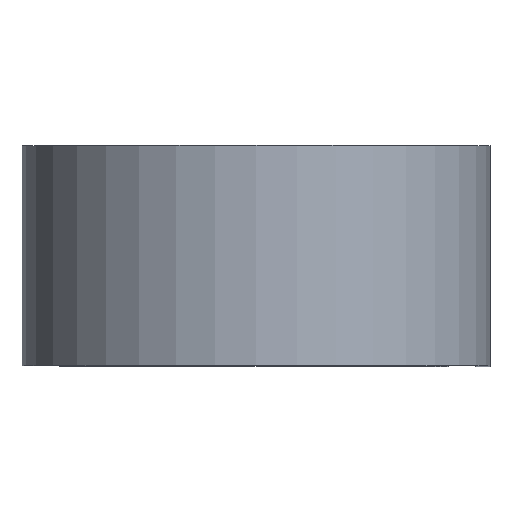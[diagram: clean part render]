
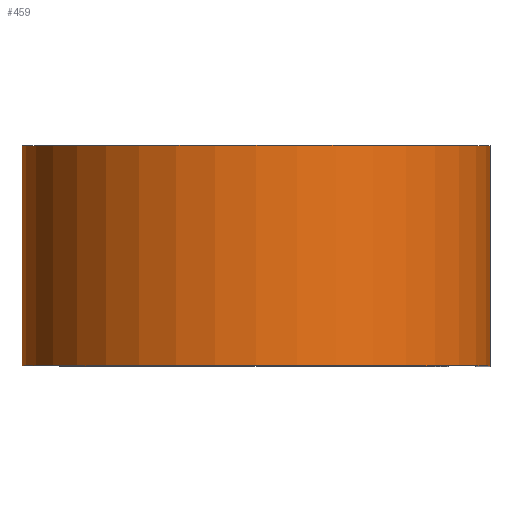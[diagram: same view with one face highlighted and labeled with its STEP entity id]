
A CAD part, top view. The second image highlights one B-rep face of the part: STEP entity #459.
In plain terms, the highlighted cylindrical face has radius 13.513 mm (diameter 27.026 mm), a partial arc.
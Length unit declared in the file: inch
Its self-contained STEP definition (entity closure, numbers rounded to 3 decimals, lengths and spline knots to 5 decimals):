
#2 = DIRECTION ( 'NONE',  ( 1., 0., 0. ) ) ;
#5 = CARTESIAN_POINT ( 'NONE',  ( 0., 0.25, -0.532 ) ) ;
#58 = AXIS2_PLACEMENT_3D ( 'NONE', #588, #148, #501 ) ;
#65 = CIRCLE ( 'NONE', #58, 0.532 ) ;
#148 = DIRECTION ( 'NONE',  ( 0., 1., 0. ) ) ;
#152 = CARTESIAN_POINT ( 'NONE',  ( 0., -0.25, 0. ) ) ;
#156 = CARTESIAN_POINT ( 'NONE',  ( 0., -0.25, -0.532 ) ) ;
#169 = DIRECTION ( 'NONE',  ( 0., -1., 0. ) ) ;
#175 = ORIENTED_EDGE ( 'NONE', *, *, #319, .F. ) ;
#201 = VERTEX_POINT ( 'NONE', #5 ) ;
#231 = AXIS2_PLACEMENT_3D ( 'NONE', #430, #338, #534 ) ;
#234 = CYLINDRICAL_SURFACE ( 'NONE', #231, 0.532 ) ;
#242 = EDGE_CURVE ( 'NONE', #276, #392, #253, .T. ) ;
#253 = CIRCLE ( 'NONE', #521, 0.532 ) ;
#259 = VECTOR ( 'NONE', #315, 39.37008 ) ;
#269 = CARTESIAN_POINT ( 'NONE',  ( 0.532, 0.25, 0. ) ) ;
#274 = VERTEX_POINT ( 'NONE', #600 ) ;
#276 = VERTEX_POINT ( 'NONE', #156 ) ;
#287 = DIRECTION ( 'NONE',  ( 0., 1., 0. ) ) ;
#315 = DIRECTION ( 'NONE',  ( 0., -1., 0. ) ) ;
#319 = EDGE_CURVE ( 'NONE', #274, #392, #506, .T. ) ;
#338 = DIRECTION ( 'NONE',  ( 0., -1., 0. ) ) ;
#350 = LINE ( 'NONE', #550, #492 ) ;
#380 = EDGE_CURVE ( 'NONE', #201, #274, #65, .T. ) ;
#392 = VERTEX_POINT ( 'NONE', #545 ) ;
#413 = ORIENTED_EDGE ( 'NONE', *, *, #380, .F. ) ;
#430 = CARTESIAN_POINT ( 'NONE',  ( 0., 0.25, 0. ) ) ;
#459 = ADVANCED_FACE ( 'NONE', ( #480 ), #234, .T. ) ;
#470 = ORIENTED_EDGE ( 'NONE', *, *, #595, .T. ) ;
#480 = FACE_OUTER_BOUND ( 'NONE', #522, .T. ) ;
#492 = VECTOR ( 'NONE', #169, 39.37008 ) ;
#497 = ORIENTED_EDGE ( 'NONE', *, *, #242, .T. ) ;
#501 = DIRECTION ( 'NONE',  ( 1., 0., 0. ) ) ;
#506 = LINE ( 'NONE', #269, #259 ) ;
#521 = AXIS2_PLACEMENT_3D ( 'NONE', #152, #287, #2 ) ;
#522 = EDGE_LOOP ( 'NONE', ( #497, #175, #413, #470 ) ) ;
#534 = DIRECTION ( 'NONE',  ( 0., 0., -1. ) ) ;
#545 = CARTESIAN_POINT ( 'NONE',  ( 0.532, -0.25, 0. ) ) ;
#550 = CARTESIAN_POINT ( 'NONE',  ( 0., 0.25, -0.532 ) ) ;
#588 = CARTESIAN_POINT ( 'NONE',  ( 0., 0.25, 0. ) ) ;
#595 = EDGE_CURVE ( 'NONE', #201, #276, #350, .T. ) ;
#600 = CARTESIAN_POINT ( 'NONE',  ( 0.532, 0.25, 0. ) ) ;
